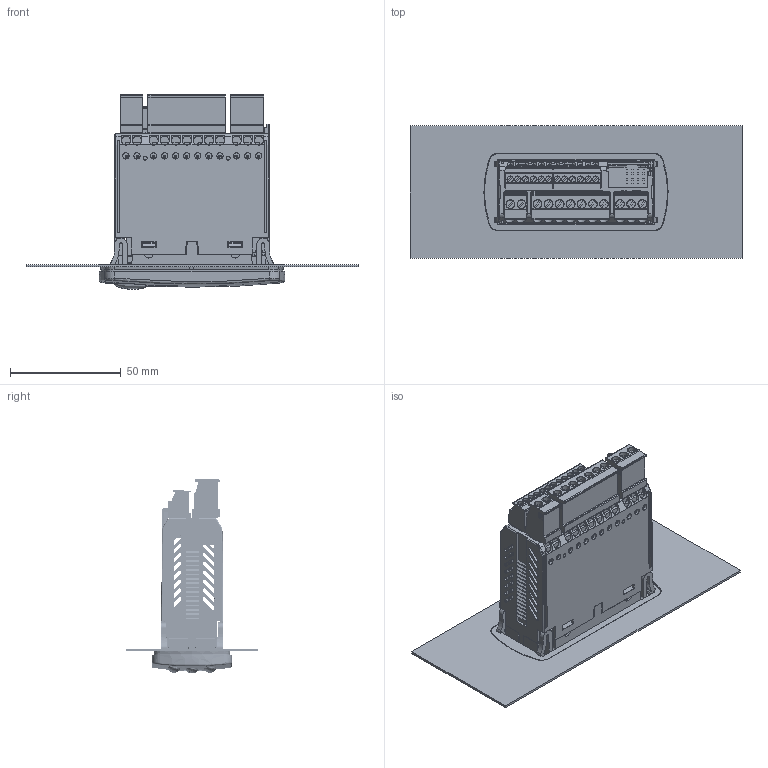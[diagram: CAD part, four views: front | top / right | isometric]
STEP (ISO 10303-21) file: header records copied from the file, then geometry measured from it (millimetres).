
FILE_DESCRIPTION((''),'2;1');
FILE_NAME('AK-CC250A_ASM','2022-04-25T10:20:24',('U405076'),(''),'CREO PARAMETRIC BY PTC INC, 2020342','CREO PARAMETRIC BY PTC INC, 2020342','');
FILE_SCHEMA(('CONFIG_CONTROL_DESIGN'));
Products named in the file (42): 084B8714_01_01_HCL; MANIFOLD_SOLID_BREP_809_HCL; MANIFOLD_SOLID_BREP_810_HCL; MANIFOLD_SOLID_BREP_811_HCL; MANIFOLD_SOLID_BREP_812_HCL; MANIFOLD_SOLID_BREP_813_HCL; 084B8710_02_01_HCL_ASM; PCBA_EKC_250A_UPPER; CONN_M_10V_ANYTEK_OQ1212510000G; MCVW_1_5-6-ST-3_5-159510; MCVW_1_5-6-ST-3_5-163910_ASM; PXC_1862894_02_MCVW-1-5-6-ST-3-_ASM; MCVW_1_5-6-ST-3_5-159510_1; MCVW_1_5-6-ST-3_5-163910_1_ASM; MCVW_1_5-6-ST-3_5-163910__ASM; 084B9012_UPPER_ASM; PAD_PRINT_EKC_205; PCBA_EKC_250A_AF0; TASTO_TMEC_NTC014-BB1G-D260T; MSTB_2_5-2-G-67420; MSTB_2_5-2-G-69830_ASM; PXC_1754436_04_MSTB-2-5-2-G_3D_ASM; MSTB_2_5-3-G-91470; MSTB_2_5-3-G-94660_ASM; PXC_1754452_04_MSTB-2-5-3-G_3D_ASM; MSTB_2_5-7-G-187570; MSTB_2_5-7-G-193880_ASM; PXC_1754533_04_MSTB-2-5-7-G_3D_ASM; MVSTBR_2_5-2-ST-57770; MVSTBR_2_5-2-ST-59680_ASM; PXC_1792016_04_MVSTBR-2-5-2-ST__ASM; MVSTBR_2_5-7-ST-124730; MVSTBR_2_5-7-ST-128580_ASM; PXC_1792061_03_MVSTBR-2-5-7-ST__ASM; MVSTBR_2_5-3-ST-75440; MVSTBR_2_5-3-ST-77850_ASM; PXC_1792029_04_MVSTBR-2-5-3-ST__ASM; 084B7909; CONN_M_12V_CONEXCON_8_POLES_AF0; 084B9012_ASM ...
Assembly tree (43 placements, depth 5):
  AK-CC250A_ASM
    084B8714_01_01_HCL
    084B8710_02_01_HCL_ASM
      MANIFOLD_SOLID_BREP_809_HCL
      MANIFOLD_SOLID_BREP_810_HCL
      MANIFOLD_SOLID_BREP_811_HCL
      MANIFOLD_SOLID_BREP_812_HCL
      MANIFOLD_SOLID_BREP_813_HCL
    084B9012_UPPER_ASM
      PCBA_EKC_250A_UPPER
      CONN_M_10V_ANYTEK_OQ1212510000G
      PXC_1862894_02_MCVW-1-5-6-ST-3-_ASM
        MCVW_1_5-6-ST-3_5-163910_ASM
          MCVW_1_5-6-ST-3_5-159510
      MCVW_1_5-6-ST-3_5-163910__ASM
        MCVW_1_5-6-ST-3_5-163910_1_ASM
          MCVW_1_5-6-ST-3_5-159510_1
    PAD_PRINT_EKC_205
    084B9012_ASM
      PCBA_EKC_250A_AF0
      TASTO_TMEC_NTC014-BB1G-D260T  x3
      PXC_1754436_04_MSTB-2-5-2-G_3D_ASM
        MSTB_2_5-2-G-69830_ASM
          MSTB_2_5-2-G-67420
      PXC_1754452_04_MSTB-2-5-3-G_3D_ASM
        MSTB_2_5-3-G-94660_ASM
          MSTB_2_5-3-G-91470
      PXC_1754533_04_MSTB-2-5-7-G_3D_ASM
        MSTB_2_5-7-G-193880_ASM
          MSTB_2_5-7-G-187570
      PXC_1792016_04_MVSTBR-2-5-2-ST__ASM
        MVSTBR_2_5-2-ST-59680_ASM
          MVSTBR_2_5-2-ST-57770
      PXC_1792061_03_MVSTBR-2-5-7-ST__ASM
        MVSTBR_2_5-7-ST-128580_ASM
          MVSTBR_2_5-7-ST-124730
      PXC_1792029_04_MVSTBR-2-5-3-ST__ASM
        MVSTBR_2_5-3-ST-77850_ASM
          MVSTBR_2_5-3-ST-75440
      084B7909
      CONN_M_12V_CONEXCON_8_POLES_AF0
    CHASSIS_MMILDS
Bounding box: 150 x 60 x 88.01 mm (x, y, z)
Volume: 70888.3 mm3; surface area: 98881.9 mm2
Topology: 47 solids, 49 shells, 6624 faces, 17763 edges, 11532 vertices
Faces by surface type: plane 4734, cylinder 1469, extrusion 162, bspline 140, torus 55, cone 44, sphere 18, revolution 2
Entity records: 207356 total; most frequent: CARTESIAN_POINT 55394, ORIENTED_EDGE 32838, DIRECTION 28802, EDGE_CURVE 16431, VECTOR 11720, LINE 11558, VERTEX_POINT 10677, AXIS2_PLACEMENT_3D 8540
